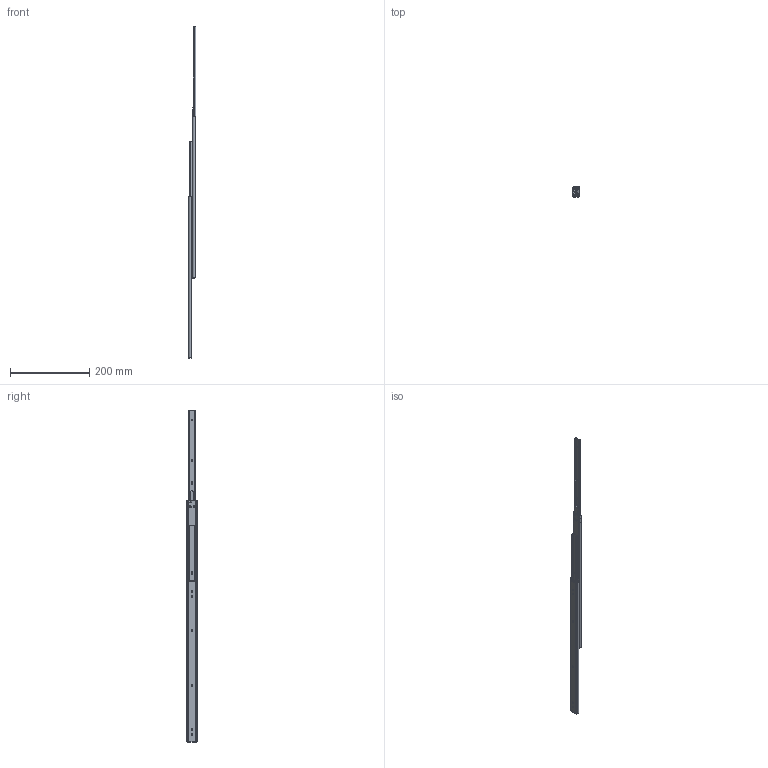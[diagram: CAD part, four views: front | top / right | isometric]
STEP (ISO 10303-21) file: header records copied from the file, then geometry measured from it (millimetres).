
FILE_DESCRIPTION (( 'STEP AP203' ), '1' );
FILE_NAME ('2736-16.STEP', '2021-01-28T01:22:57', ( '' ), ( '' ), 'SwSTEP 2.0', 'SolidWorks 2019', '' );
FILE_SCHEMA (( 'CONFIG_CONTROL_DESIGN' ));
Length unit declared in the file: millimetre
Products named in the file (8): 2736-16; SBP806 リードイン; IM-B 2736-16; IM-A 2736-16; SBP804; SBP807（バネ圧縮）; OM-A 2736-16; OM-B 2736-16
Assembly tree (8 placements, depth 2):
  2736-16
    OM-A 2736-16
    IM-A 2736-16
    OM-B 2736-16
    SBP804  x2
    SBP806 リードイン
    IM-B 2736-16
    SBP807（バネ圧縮）
Bounding box: 19 x 27 x 838 mm (x, y, z)
Volume: 76804.5 mm3; surface area: 107936.9 mm2
Topology: 8 solids, 8 shells, 375 faces, 1020 edges, 648 vertices
Faces by surface type: cylinder 191, plane 164, sphere 16, torus 4
Entity records: 12162 total; most frequent: CARTESIAN_POINT 2236, DIRECTION 1946, ORIENTED_EDGE 1888, EDGE_CURVE 944, AXIS2_PLACEMENT_3D 702, VERTEX_POINT 616, LINE 542, VECTOR 542
